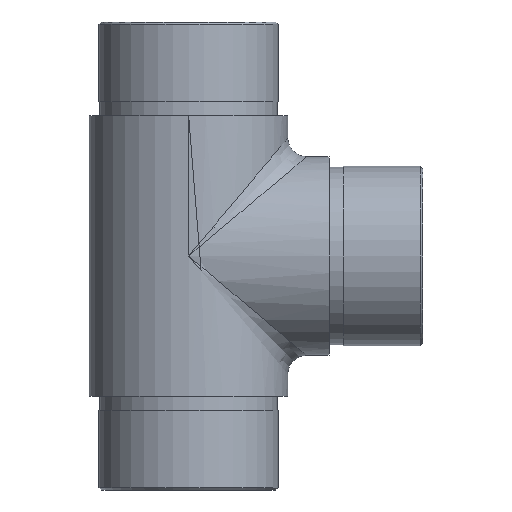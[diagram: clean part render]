
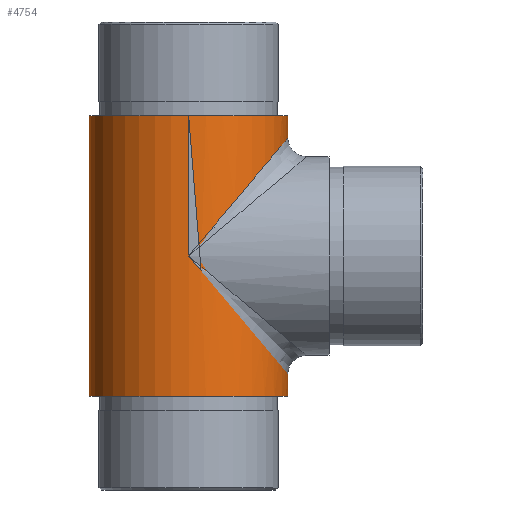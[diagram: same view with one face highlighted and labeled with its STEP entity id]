
A CAD part, left-side view. The second image highlights one B-rep face of the part: STEP entity #4754.
In plain terms, the highlighted cylindrical face has radius 21.2 mm (diameter 42.4 mm), a full revolution.
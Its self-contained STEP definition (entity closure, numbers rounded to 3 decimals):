
#41 = CARTESIAN_POINT ( 'NONE',  ( 0., 50., -30. ) ) ;
#148 = DIRECTION ( 'NONE',  ( 0., 0., 1. ) ) ;
#249 = ORIENTED_EDGE ( 'NONE', *, *, #621, .F. ) ;
#563 = FACE_OUTER_BOUND ( 'NONE', #11747, .T. ) ;
#621 = EDGE_CURVE ( 'NONE', #8953, #8953, #10365, .T. ) ;
#1412 = CARTESIAN_POINT ( 'NONE',  ( 21.2, 50., 0. ) ) ;
#1890 = ORIENTED_EDGE ( 'NONE', *, *, #3174, .T. ) ;
#2186 = VERTEX_POINT ( 'NONE', #4197 ) ;
#2241 = VERTEX_POINT ( 'NONE', #8179 ) ;
#2443 = ORIENTED_EDGE ( 'NONE', *, *, #12368, .T. ) ;
#2697 = AXIS2_PLACEMENT_3D ( 'NONE', #6310, #10541, #7680 ) ;
#2855 = FACE_OUTER_BOUND ( 'NONE', #2959, .T. ) ;
#2959 = EDGE_LOOP ( 'NONE', ( #249 ) ) ;
#3113 = DIRECTION ( 'NONE',  ( 1., 0., 0. ) ) ;
#3174 = EDGE_CURVE ( 'NONE', #2241, #2241, #9836, .T. ) ;
#3765 = EDGE_LOOP ( 'NONE', ( #2443, #6663 ) ) ;
#4197 = CARTESIAN_POINT ( 'NONE',  ( -21.2, 50., 0. ) ) ;
#4322 = CYLINDRICAL_SURFACE ( 'NONE', #2697, 21.2 ) ;
#4754 = ADVANCED_FACE ( 'NONE', ( #563, #2855, #6292 ), #4322, .T. ) ;
#5315 = CARTESIAN_POINT ( 'NONE',  ( 21.2, 50., 0. ) ) ;
#6154 = CARTESIAN_POINT ( 'NONE',  ( 21.2, 50., 0. ) ) ;
#6292 = FACE_BOUND ( 'NONE', #3765, .T. ) ;
#6310 = CARTESIAN_POINT ( 'NONE',  ( 0., 50., 30. ) ) ;
#6663 = ORIENTED_EDGE ( 'NONE', *, *, #8939, .T. ) ;
#7272 = VERTEX_POINT ( 'NONE', #6154 ) ;
#7320 = CARTESIAN_POINT ( 'NONE',  ( 0., 50., 30. ) ) ;
#7345 = DIRECTION ( 'NONE',  ( 0., 0., 1. ) ) ;
#7354 = CARTESIAN_POINT ( 'NONE',  ( -21.2, 7.6, 50.4 ) ) ;
#7680 = DIRECTION ( 'NONE',  ( -1., 0., 0. ) ) ;
#8123 = CARTESIAN_POINT ( 'NONE',  ( 21.2, 50., 30. ) ) ;
#8179 = CARTESIAN_POINT ( 'NONE',  ( 21.2, 50., -30. ) ) ;
#8521 = DIRECTION ( 'NONE',  ( 1., 0., 0. ) ) ;
#8670 = AXIS2_PLACEMENT_3D ( 'NONE', #41, #7345, #3113 ) ;
#8939 = EDGE_CURVE ( 'NONE', #7272, #2186, #11884, .T. ) ;
#8953 = VERTEX_POINT ( 'NONE', #8123 ) ;
#9067 = CARTESIAN_POINT ( 'NONE',  ( 21.2, 7.6, -50.4 ) ) ;
#9836 = CIRCLE ( 'NONE', #8670, 21.2 ) ;
#10071 = CARTESIAN_POINT ( 'NONE',  ( -21.2, 7.6, -50.4 ) ) ;
#10365 = CIRCLE ( 'NONE', #13000, 21.2 ) ;
#10541 = DIRECTION ( 'NONE',  ( 0., 0., -1. ) ) ;
#11542 = CARTESIAN_POINT ( 'NONE',  ( -21.2, 50., 0. ) ) ;
#11747 = EDGE_LOOP ( 'NONE', ( #1890 ) ) ;
#11884 =( BOUNDED_CURVE ( )  B_SPLINE_CURVE ( 3, ( #1412, #9067, #10071, #12057 ),
 .UNSPECIFIED., .F., .T. ) 
 B_SPLINE_CURVE_WITH_KNOTS ( ( 4, 4 ),
 ( 4.712, 7.854 ),
 .UNSPECIFIED. ) 
 CURVE ( )  GEOMETRIC_REPRESENTATION_ITEM ( )  RATIONAL_B_SPLINE_CURVE ( ( 1., 0.333, 0.333, 1. ) ) 
 REPRESENTATION_ITEM ( '' )  );
#12057 = CARTESIAN_POINT ( 'NONE',  ( -21.2, 50., 0. ) ) ;
#12368 = EDGE_CURVE ( 'NONE', #2186, #7272, #12802, .T. ) ;
#12802 =( BOUNDED_CURVE ( )  B_SPLINE_CURVE ( 3, ( #11542, #7354, #13483, #5315 ),
 .UNSPECIFIED., .F., .F. ) 
 B_SPLINE_CURVE_WITH_KNOTS ( ( 4, 4 ),
 ( 1.571, 4.712 ),
 .UNSPECIFIED. ) 
 CURVE ( )  GEOMETRIC_REPRESENTATION_ITEM ( )  RATIONAL_B_SPLINE_CURVE ( ( 1., 0.333, 0.333, 1. ) ) 
 REPRESENTATION_ITEM ( '' )  );
#13000 = AXIS2_PLACEMENT_3D ( 'NONE', #7320, #148, #8521 ) ;
#13483 = CARTESIAN_POINT ( 'NONE',  ( 21.2, 7.6, 50.4 ) ) ;
